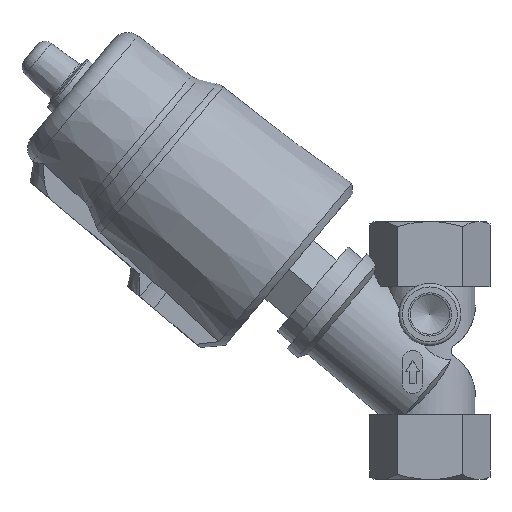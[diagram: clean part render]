
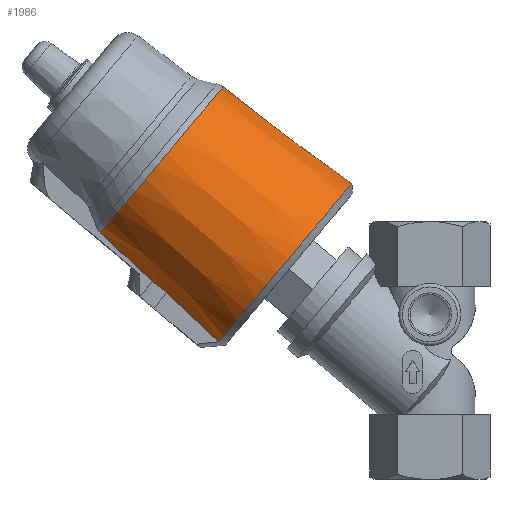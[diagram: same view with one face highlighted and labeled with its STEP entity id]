
A CAD part, left-side view. The second image highlights one B-rep face of the part: STEP entity #1986.
In plain terms, the highlighted conical face has half-angle 3 degrees and reference radius 28.445 mm.
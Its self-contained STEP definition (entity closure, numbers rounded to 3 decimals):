
#262=CONICAL_SURFACE('',#2175,28.445,0.052);
#412=B_SPLINE_CURVE_WITH_KNOTS('',3,(#3289,#3290,#3291,#3292),
 .UNSPECIFIED.,.F.,.F.,(4,4),(0.001,0.022),
 .UNSPECIFIED.);
#413=B_SPLINE_CURVE_WITH_KNOTS('',3,(#3295,#3296,#3297,#3298,#3299,#3300,
#3301,#3302,#3303,#3304,#3305,#3306,#3307,#3308,#3309,#3310,#3311,#3312,
#3313,#3314,#3315,#3316,#3317,#3318,#3319,#3320,#3321,#3322,#3323,#3324,
#3325,#3326,#3327,#3328,#3329,#3330,#3331,#3332,#3333,#3334,#3335,#3336,
#3337),.UNSPECIFIED.,.F.,.F.,(4,1,1,1,1,1,1,1,1,1,1,1,1,1,1,1,1,1,1,1,1,
1,1,1,1,1,1,1,1,1,1,1,1,1,1,1,1,1,1,1,4),(0.107,0.112,
0.115,0.118,0.123,0.126,
0.129,0.131,0.134,0.137,
0.14,0.142,0.145,0.15,
0.153,0.156,0.161,0.164,
0.167,0.172,0.177,0.183,
0.188,0.194,0.199,0.205,
0.21,0.215,0.221,0.226,
0.232,0.237,0.243,0.248,
0.253,0.259,0.264,0.267,
0.27,0.275,0.28),.UNSPECIFIED.);
#414=B_SPLINE_CURVE_WITH_KNOTS('',3,(#3339,#3340,#3341,#3342),
 .UNSPECIFIED.,.F.,.F.,(4,4),(0.001,0.022),
 .UNSPECIFIED.);
#415=B_SPLINE_CURVE_WITH_KNOTS('',3,(#3344,#3345,#3346,#3347,#3348),
 .UNSPECIFIED.,.F.,.F.,(4,1,4),(0.001,0.004,
0.007),.UNSPECIFIED.);
#416=B_SPLINE_CURVE_WITH_KNOTS('',3,(#3350,#3351,#3352,#3353),
 .UNSPECIFIED.,.F.,.F.,(4,4),(0.063,0.084),
 .UNSPECIFIED.);
#417=B_SPLINE_CURVE_WITH_KNOTS('',3,(#3354,#3355,#3356,#3357),
 .UNSPECIFIED.,.F.,.F.,(4,4),(0.063,0.084),
 .UNSPECIFIED.);
#418=B_SPLINE_CURVE_WITH_KNOTS('',3,(#3359,#3360,#3361,#3362),
 .UNSPECIFIED.,.F.,.F.,(4,4),(0.001,0.006),
 .UNSPECIFIED.);
#545=ORIENTED_EDGE('',*,*,#1105,.T.);
#546=ORIENTED_EDGE('',*,*,#1106,.T.);
#547=ORIENTED_EDGE('',*,*,#1107,.F.);
#548=ORIENTED_EDGE('',*,*,#1108,.F.);
#549=ORIENTED_EDGE('',*,*,#1109,.F.);
#550=ORIENTED_EDGE('',*,*,#1102,.T.);
#551=ORIENTED_EDGE('',*,*,#1110,.T.);
#552=ORIENTED_EDGE('',*,*,#1111,.F.);
#1102=EDGE_CURVE('',#1379,#1380,#1547,.T.);
#1105=EDGE_CURVE('',#1381,#1382,#412,.T.);
#1106=EDGE_CURVE('',#1382,#1383,#413,.T.);
#1107=EDGE_CURVE('',#1384,#1383,#414,.T.);
#1108=EDGE_CURVE('',#1385,#1384,#415,.T.);
#1109=EDGE_CURVE('',#1379,#1385,#416,.T.);
#1110=EDGE_CURVE('',#1380,#1386,#417,.T.);
#1111=EDGE_CURVE('',#1381,#1386,#418,.T.);
#1379=VERTEX_POINT('',#3278);
#1380=VERTEX_POINT('',#3279);
#1381=VERTEX_POINT('',#3293);
#1382=VERTEX_POINT('',#3294);
#1383=VERTEX_POINT('',#3338);
#1384=VERTEX_POINT('',#3343);
#1385=VERTEX_POINT('',#3349);
#1386=VERTEX_POINT('',#3358);
#1547=CIRCLE('',#2174,28.445);
#1610=EDGE_LOOP('',(#545,#546,#547,#548,#549,#550,#551,#552));
#1788=FACE_BOUND('',#1610,.T.);
#1986=ADVANCED_FACE('',(#1788),#262,.T.);
#2174=AXIS2_PLACEMENT_3D('',#3277,#2459,#2460);
#2175=AXIS2_PLACEMENT_3D('',#3288,#2461,#2462);
#2459=DIRECTION('',(0.643,-0.766,0.));
#2460=DIRECTION('',(0.766,0.643,0.));
#2461=DIRECTION('',(0.643,-0.766,0.));
#2462=DIRECTION('',(0.766,0.643,0.));
#3277=CARTESIAN_POINT('',(-92.47,78.298,0.));
#3278=CARTESIAN_POINT('',(-71.675,95.747,8.5));
#3279=CARTESIAN_POINT('',(-71.675,95.747,-8.5));
#3288=CARTESIAN_POINT('',(-92.47,78.298,0.));
#3289=CARTESIAN_POINT('',(-54.323,76.513,-10.));
#3290=CARTESIAN_POINT('',(-49.569,71.448,-10.));
#3291=CARTESIAN_POINT('',(-44.816,66.383,-10.));
#3292=CARTESIAN_POINT('',(-40.064,61.317,-10.));
#3293=CARTESIAN_POINT('',(-54.323,76.513,-10.));
#3294=CARTESIAN_POINT('',(-40.064,61.317,-10.));
#3295=CARTESIAN_POINT('',(-40.064,61.317,-10.));
#3296=CARTESIAN_POINT('',(-40.511,60.942,-11.705));
#3297=CARTESIAN_POINT('',(-41.349,60.238,-14.182));
#3298=CARTESIAN_POINT('',(-42.812,59.01,-17.301));
#3299=CARTESIAN_POINT('',(-44.455,57.632,-20.196));
#3300=CARTESIAN_POINT('',(-46.382,56.015,-22.802));
#3301=CARTESIAN_POINT('',(-48.574,54.175,-25.07));
#3302=CARTESIAN_POINT('',(-50.303,52.725,-26.554));
#3303=CARTESIAN_POINT('',(-52.123,51.197,-27.838));
#3304=CARTESIAN_POINT('',(-54.046,49.584,-28.92));
#3305=CARTESIAN_POINT('',(-56.031,47.918,-29.774));
#3306=CARTESIAN_POINT('',(-58.045,46.228,-30.391));
#3307=CARTESIAN_POINT('',(-60.094,44.509,-30.779));
#3308=CARTESIAN_POINT('',(-62.889,42.163,-30.982));
#3309=CARTESIAN_POINT('',(-65.651,39.845,-30.702));
#3310=CARTESIAN_POINT('',(-68.353,37.577,-29.959));
#3311=CARTESIAN_POINT('',(-71.035,35.327,-28.891));
#3312=CARTESIAN_POINT('',(-73.547,33.219,-27.392));
#3313=CARTESIAN_POINT('',(-75.893,31.25,-25.477));
#3314=CARTESIAN_POINT('',(-78.13,29.374,-23.268));
#3315=CARTESIAN_POINT('',(-80.577,27.32,-20.112));
#3316=CARTESIAN_POINT('',(-83.011,25.277,-15.623));
#3317=CARTESIAN_POINT('',(-84.773,23.799,-10.737));
#3318=CARTESIAN_POINT('',(-85.875,22.874,-5.442));
#3319=CARTESIAN_POINT('',(-86.241,22.567,0.007));
#3320=CARTESIAN_POINT('',(-85.876,22.874,5.433));
#3321=CARTESIAN_POINT('',(-84.774,23.798,10.733));
#3322=CARTESIAN_POINT('',(-83.013,25.276,15.619));
#3323=CARTESIAN_POINT('',(-80.58,27.318,20.108));
#3324=CARTESIAN_POINT('',(-77.64,29.785,23.901));
#3325=CARTESIAN_POINT('',(-74.17,32.696,27.024));
#3326=CARTESIAN_POINT('',(-70.411,35.851,29.263));
#3327=CARTESIAN_POINT('',(-66.329,39.276,30.637));
#3328=CARTESIAN_POINT('',(-62.208,42.734,31.05));
#3329=CARTESIAN_POINT('',(-58.016,46.252,30.507));
#3330=CARTESIAN_POINT('',(-54.035,49.593,29.042));
#3331=CARTESIAN_POINT('',(-50.244,52.774,26.649));
#3332=CARTESIAN_POINT('',(-47.455,55.114,24.015));
#3333=CARTESIAN_POINT('',(-45.417,56.824,21.499));
#3334=CARTESIAN_POINT('',(-43.587,58.36,18.798));
#3335=CARTESIAN_POINT('',(-41.646,59.989,15.048));
#3336=CARTESIAN_POINT('',(-40.51,60.942,11.704));
#3337=CARTESIAN_POINT('',(-40.064,61.317,10.));
#3338=CARTESIAN_POINT('',(-40.064,61.317,10.));
#3339=CARTESIAN_POINT('',(-54.323,76.513,10.));
#3340=CARTESIAN_POINT('',(-49.569,71.448,10.));
#3341=CARTESIAN_POINT('',(-44.816,66.383,10.));
#3342=CARTESIAN_POINT('',(-40.064,61.317,10.));
#3343=CARTESIAN_POINT('',(-54.323,76.513,10.));
#3344=CARTESIAN_POINT('',(-57.554,80.678,8.5));
#3345=CARTESIAN_POINT('',(-57.131,80.014,8.984));
#3346=CARTESIAN_POINT('',(-56.149,78.596,9.742));
#3347=CARTESIAN_POINT('',(-54.963,77.195,10.));
#3348=CARTESIAN_POINT('',(-54.323,76.513,10.));
#3349=CARTESIAN_POINT('',(-57.554,80.678,8.5));
#3350=CARTESIAN_POINT('',(-71.675,95.747,8.5));
#3351=CARTESIAN_POINT('',(-66.967,90.725,8.5));
#3352=CARTESIAN_POINT('',(-62.261,85.702,8.5));
#3353=CARTESIAN_POINT('',(-57.554,80.678,8.5));
#3354=CARTESIAN_POINT('',(-71.675,95.747,-8.5));
#3355=CARTESIAN_POINT('',(-66.967,90.725,-8.5));
#3356=CARTESIAN_POINT('',(-62.261,85.702,-8.5));
#3357=CARTESIAN_POINT('',(-57.554,80.678,-8.5));
#3358=CARTESIAN_POINT('',(-57.554,80.678,-8.5));
#3359=CARTESIAN_POINT('',(-54.323,76.513,-10.));
#3360=CARTESIAN_POINT('',(-55.588,77.861,-10.));
#3361=CARTESIAN_POINT('',(-56.698,79.335,-9.479));
#3362=CARTESIAN_POINT('',(-57.554,80.678,-8.5));
